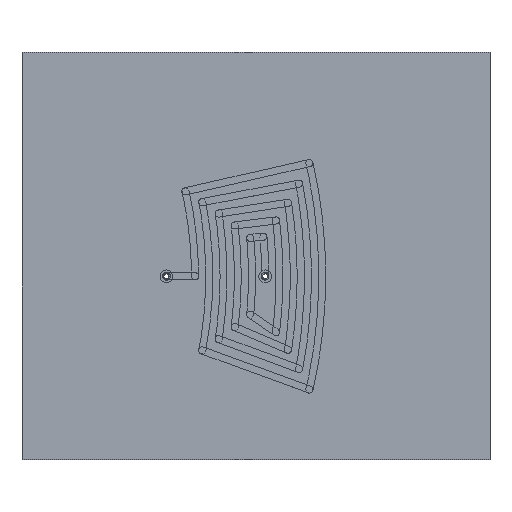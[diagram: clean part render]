
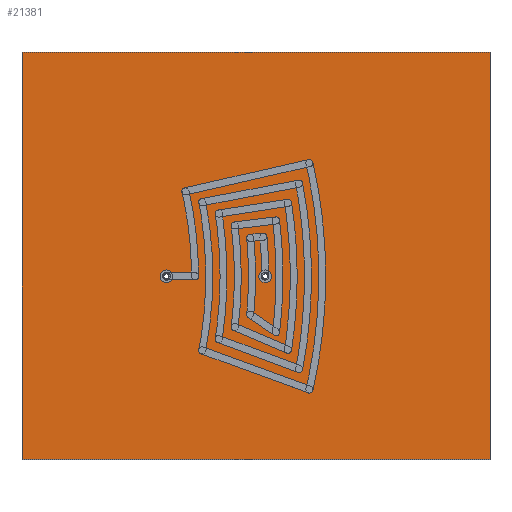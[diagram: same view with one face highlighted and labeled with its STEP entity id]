
A CAD part, top view. The second image highlights one B-rep face of the part: STEP entity #21381.
In plain terms, the highlighted planar face has unit normal (0, 0, 1).
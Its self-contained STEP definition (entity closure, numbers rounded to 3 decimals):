
#21247 = VERTEX_POINT('',#21248);
#21248 = CARTESIAN_POINT('',(134.2,-101.4,1.6));
#21254 = EDGE_CURVE('',#21247,#21255,#21257,.T.);
#21255 = VERTEX_POINT('',#21256);
#21256 = CARTESIAN_POINT('',(125.,-101.4,1.6));
#21257 = LINE('',#21258,#21259);
#21258 = CARTESIAN_POINT('',(134.2,-101.4,1.6));
#21259 = VECTOR('',#21260,1.);
#21260 = DIRECTION('',(-1.,0.,0.));
#21287 = VERTEX_POINT('',#21288);
#21288 = CARTESIAN_POINT('',(134.2,-93.4,1.6));
#21294 = EDGE_CURVE('',#21287,#21247,#21295,.T.);
#21295 = LINE('',#21296,#21297);
#21296 = CARTESIAN_POINT('',(134.2,-93.4,1.6));
#21297 = VECTOR('',#21298,1.);
#21298 = DIRECTION('',(0.,-1.,0.));
#21316 = EDGE_CURVE('',#21255,#21317,#21319,.T.);
#21317 = VERTEX_POINT('',#21318);
#21318 = CARTESIAN_POINT('',(125.,-93.4,1.6));
#21319 = LINE('',#21320,#21321);
#21320 = CARTESIAN_POINT('',(125.,-101.4,1.6));
#21321 = VECTOR('',#21322,1.);
#21322 = DIRECTION('',(0.,1.,0.));
#21381 = ADVANCED_FACE('',(#21382,#21393,#21404),#21415,.T.);
#21382 = FACE_BOUND('',#21383,.T.);
#21383 = EDGE_LOOP('',(#21384,#21385,#21386,#21392));
#21384 = ORIENTED_EDGE('',*,*,#21254,.F.);
#21385 = ORIENTED_EDGE('',*,*,#21294,.F.);
#21386 = ORIENTED_EDGE('',*,*,#21387,.F.);
#21387 = EDGE_CURVE('',#21317,#21287,#21388,.T.);
#21388 = LINE('',#21389,#21390);
#21389 = CARTESIAN_POINT('',(125.,-93.4,1.6));
#21390 = VECTOR('',#21391,1.);
#21391 = DIRECTION('',(1.,0.,0.));
#21392 = ORIENTED_EDGE('',*,*,#21316,.F.);
#21393 = FACE_BOUND('',#21394,.T.);
#21394 = EDGE_LOOP('',(#21395));
#21395 = ORIENTED_EDGE('',*,*,#21396,.T.);
#21396 = EDGE_CURVE('',#21397,#21397,#21399,.T.);
#21397 = VERTEX_POINT('',#21398);
#21398 = CARTESIAN_POINT('',(127.84,-97.875,1.6));
#21399 = CIRCLE('',#21400,0.075);
#21400 = AXIS2_PLACEMENT_3D('',#21401,#21402,#21403);
#21401 = CARTESIAN_POINT('',(127.84,-97.8,1.6));
#21402 = DIRECTION('',(-0.,0.,-1.));
#21403 = DIRECTION('',(-0.,-1.,0.));
#21404 = FACE_BOUND('',#21405,.T.);
#21405 = EDGE_LOOP('',(#21406));
#21406 = ORIENTED_EDGE('',*,*,#21407,.T.);
#21407 = EDGE_CURVE('',#21408,#21408,#21410,.T.);
#21408 = VERTEX_POINT('',#21409);
#21409 = CARTESIAN_POINT('',(129.78,-97.875,1.6));
#21410 = CIRCLE('',#21411,0.075);
#21411 = AXIS2_PLACEMENT_3D('',#21412,#21413,#21414);
#21412 = CARTESIAN_POINT('',(129.78,-97.8,1.6));
#21413 = DIRECTION('',(-0.,0.,-1.));
#21414 = DIRECTION('',(-0.,-1.,0.));
#21415 = PLANE('',#21416);
#21416 = AXIS2_PLACEMENT_3D('',#21417,#21418,#21419);
#21417 = CARTESIAN_POINT('',(0.,0.,1.6));
#21418 = DIRECTION('',(0.,0.,1.));
#21419 = DIRECTION('',(1.,0.,-0.));
